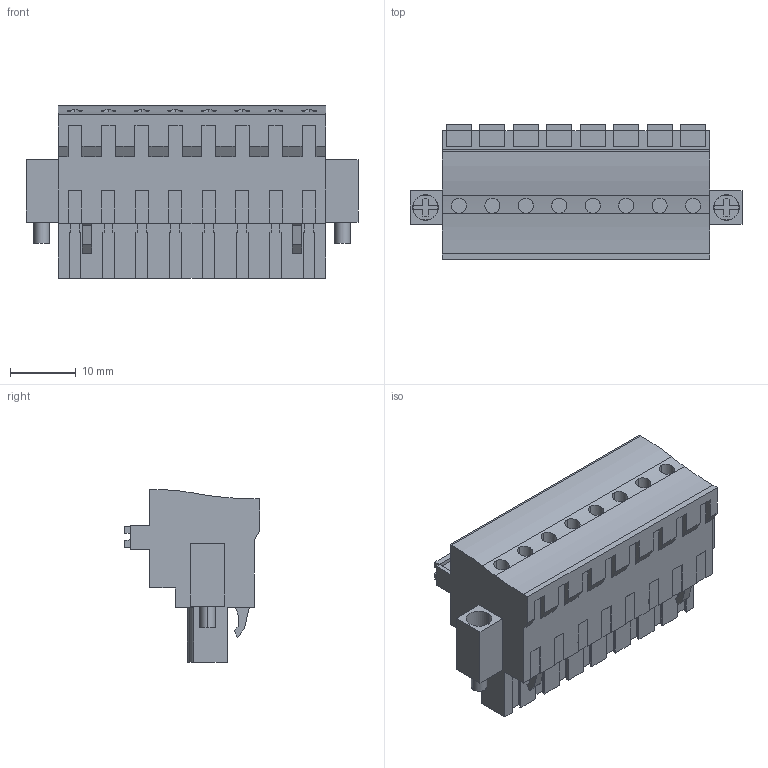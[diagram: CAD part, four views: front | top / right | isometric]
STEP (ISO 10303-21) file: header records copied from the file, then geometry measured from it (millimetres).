
FILE_DESCRIPTION(('CATIA V5 STEP Exchange','CAx-IF Rec.Pracs.--- Model Styling and Organization---1.2---2011-12-15'),'2;1');
FILE_NAME ('D1461145_0_1982180000_1982180000.stp','2017-10-30T15:17:01+00:00',('none'),('Weidmueller'),'CATIA Version 5-6 Release 2014','CATIA V5 STEP AP214','none');
FILE_SCHEMA(('AUTOMOTIVE_DESIGN { 1 0 10303 214 1 1 1 1 }'));
Length unit declared in the file: millimetre
Products named in the file (1): 1982180000
Bounding box: 50.44 x 20.64 x 26.24 mm (x, y, z)
Volume: 12415.7 mm3; surface area: 6777.2 mm2
Topology: 11 solids, 11 shells, 626 faces, 1721 edges, 1157 vertices
Faces by surface type: plane 523, cylinder 103
Entity records: 18197 total; most frequent: ORIENTED_EDGE 3442, CARTESIAN_POINT 3347, DIRECTION 2385, EDGE_CURVE 1721, VECTOR 1507, LINE 1507, VERTEX_POINT 1157, EDGE_LOOP 670
